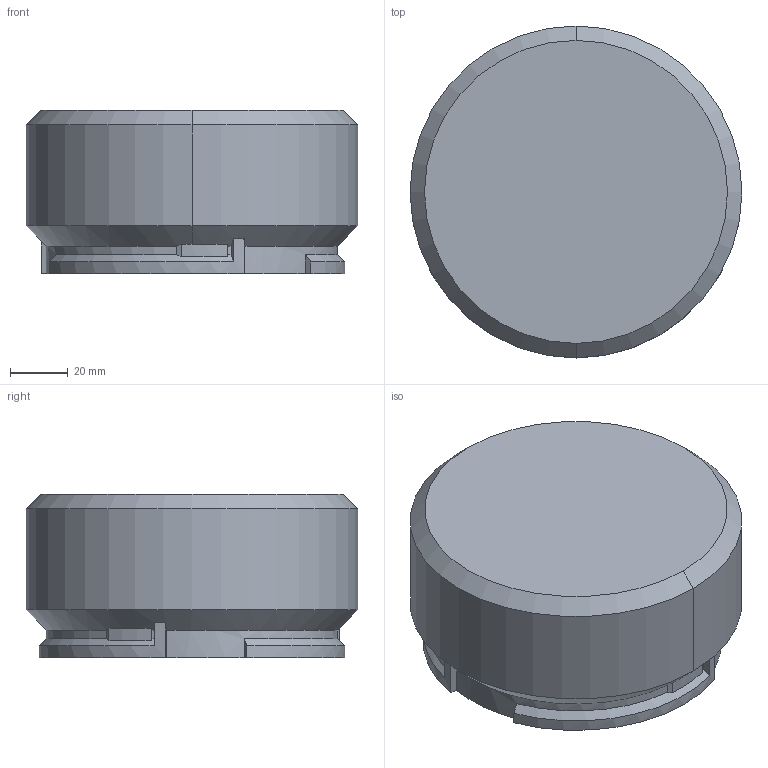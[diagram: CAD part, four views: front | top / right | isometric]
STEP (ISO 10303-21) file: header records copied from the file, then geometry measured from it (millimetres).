
FILE_DESCRIPTION (( 'STEP AP203' ), '1' );
FILE_NAME ('Lid_Without_Holes.STEP', '2020-11-29T12:44:27', ( '' ), ( '' ), '', '', '' );
FILE_SCHEMA (( 'CONFIG_CONTROL_DESIGN' ));
Length unit declared in the file: millimetre
Products named in the file (1): Lid_Without_Holes
Bounding box: 115 x 115 x 56.5 mm (x, y, z)
Volume: 116330.5 mm3; surface area: 58687.8 mm2
Topology: 1 solids, 1 shells, 53 faces, 137 edges, 87 vertices
Faces by surface type: plane 21, cylinder 20, cone 12
Entity records: 1701 total; most frequent: CARTESIAN_POINT 296, DIRECTION 290, ORIENTED_EDGE 274, EDGE_CURVE 137, AXIS2_PLACEMENT_3D 105, VERTEX_POINT 87, VECTOR 80, LINE 80
